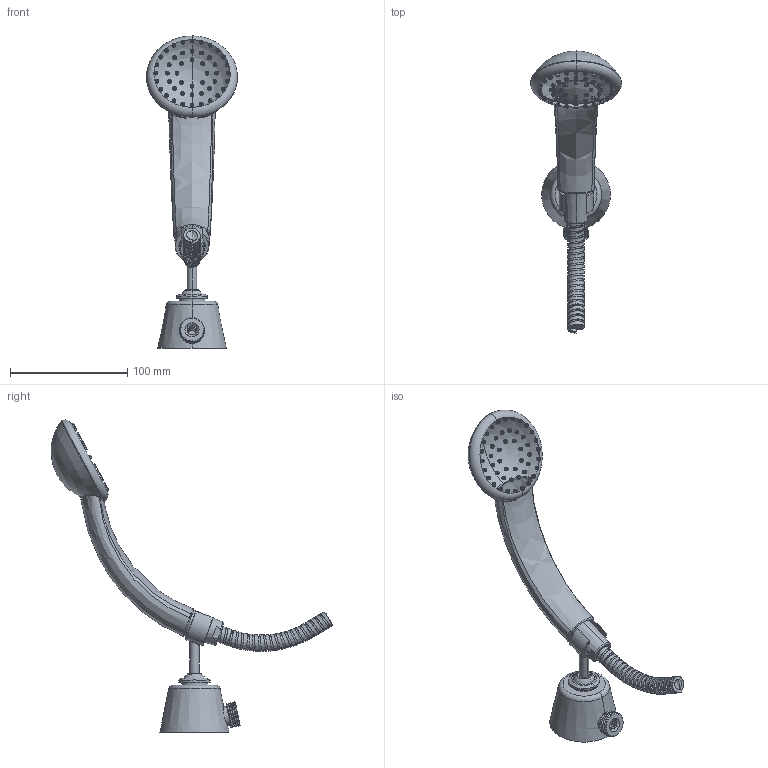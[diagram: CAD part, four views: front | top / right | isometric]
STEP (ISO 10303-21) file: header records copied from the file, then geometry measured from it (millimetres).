
FILE_DESCRIPTION((''),'2;1');
FILE_NAME('ZDUP086CR','2021-11-15T09:49:18',('ut3'),('PAFFONI SpA'),'CREO PARAMETRIC BY PTC INC, 2020044','CREO PARAMETRIC BY PTC INC, 2020044','');
FILE_SCHEMA(('CONFIG_CONTROL_DESIGN','SHAPE_APPEARANCE_LAYERS_GROUPS'));
Length unit declared in the file: millimetre
Products named in the file (1): ZDUP086CR
Bounding box: 77.46 x 240.39 x 266.17 mm (x, y, z)
Volume: 248068.4 mm3; surface area: 60168.8 mm2
Topology: 1 solids, 1 shells, 510 faces, 1152 edges, 725 vertices
Faces by surface type: cylinder 235, plane 154, bspline 71, torus 28, cone 12, sphere 10
Entity records: 36736 total; most frequent: CARTESIAN_POINT 21203, DIRECTION 2455, ORIENTED_EDGE 2282, EDGE_CURVE 1141, AXIS2_PLACEMENT_3D 1058, VERTEX_POINT 722, FILL_AREA_STYLE_COLOUR 627, FILL_AREA_STYLE 627
